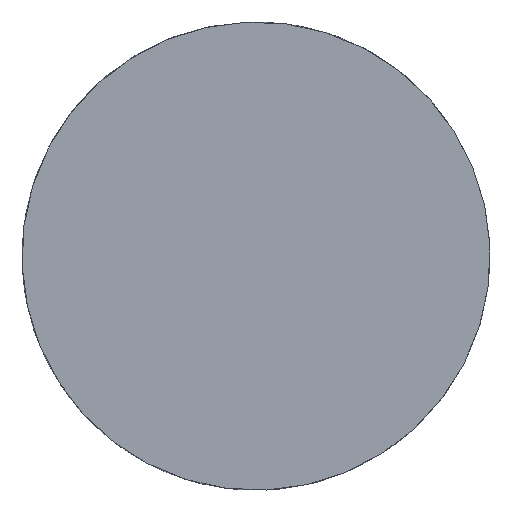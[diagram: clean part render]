
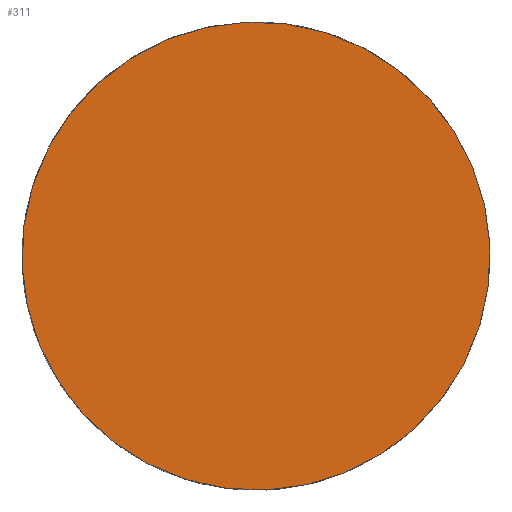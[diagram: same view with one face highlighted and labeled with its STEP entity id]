
A CAD part, left-side view. The second image highlights one B-rep face of the part: STEP entity #311.
In plain terms, the highlighted planar face has unit normal (-1, 0, 0).
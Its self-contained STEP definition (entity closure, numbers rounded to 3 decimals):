
#54=FACE_OUTER_BOUND('',#80,.T.);
#80=EDGE_LOOP('',(#211));
#127=CIRCLE('',#358,20.);
#154=VERTEX_POINT('',#523);
#181=EDGE_CURVE('',#154,#154,#127,.T.);
#211=ORIENTED_EDGE('',*,*,#181,.F.);
#271=PLANE('',#357);
#311=ADVANCED_FACE('',(#54),#271,.T.);
#357=AXIS2_PLACEMENT_3D('',#522,#412,#413);
#358=AXIS2_PLACEMENT_3D('',#524,#414,#415);
#412=DIRECTION('center_axis',(-1.,0.,0.));
#413=DIRECTION('ref_axis',(0.,-0.924,0.383));
#414=DIRECTION('center_axis',(1.,0.,0.));
#415=DIRECTION('ref_axis',(0.,-0.924,0.383));
#522=CARTESIAN_POINT('Origin',(466.5,0.,0.));
#523=CARTESIAN_POINT('',(466.5,-18.478,7.654));
#524=CARTESIAN_POINT('Origin',(466.5,0.,0.));
